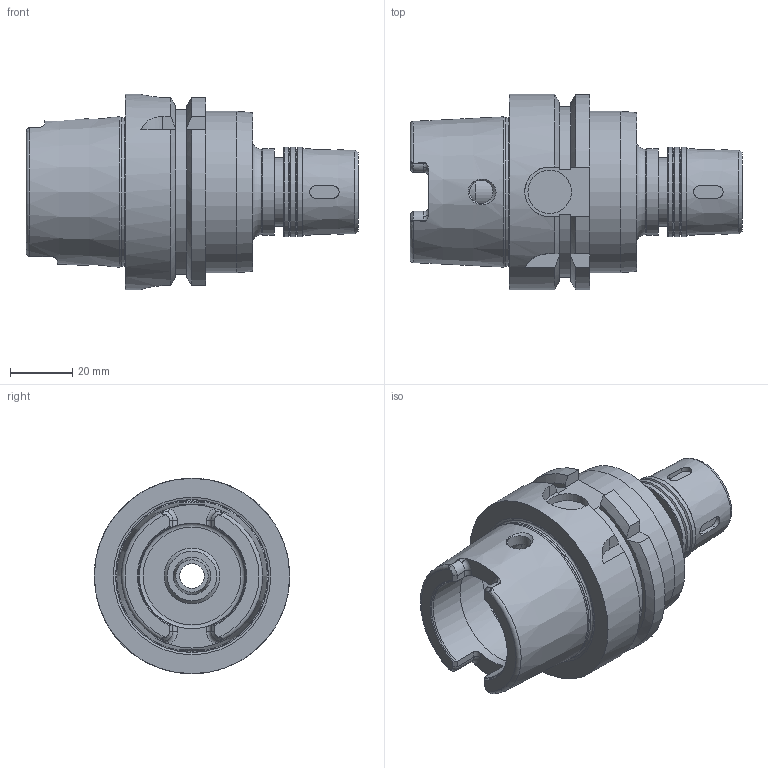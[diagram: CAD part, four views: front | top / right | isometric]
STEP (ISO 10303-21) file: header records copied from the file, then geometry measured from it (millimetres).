
FILE_DESCRIPTION((''),'2;1');
FILE_NAME('538075009075-3D.stp','2020-01-09T19:10:31',('nttooll'),(''),'Autodesk Inventor 2012','Autodesk Inventor 2012','');
FILE_SCHEMA(('AUTOMOTIVE_DESIGN { 1 0 10303 214 1 1 1 1 }'));
Length unit declared in the file: millimetre
Products named in the file (1): 538075009075-3D
Bounding box: 107 x 63 x 63 mm (x, y, z)
Volume: 130594.4 mm3; surface area: 31747.2 mm2
Topology: 1 solids, 1 shells, 183 faces, 438 edges, 276 vertices
Faces by surface type: plane 73, cylinder 55, cone 40, torus 15
Full cylindrical faces by diameter (mm): 7.5 x2, 8 x1, 9.3 x1, 10 x1, 10.5 x1, 11.3 x1, 12 x1, 13 x1, 13.5 x1, 14 x1, 15.5 x1, 18 x1, 19 x1, 22 x1, 27.6 x1, 28 x1, 29 x3, 34 x1, 34.5 x1, 40 x1, 48 x1, 52 x1, 63 x1
Entity records: 5400 total; most frequent: CARTESIAN_POINT 1460, DIRECTION 820, ORIENTED_EDGE 738, EDGE_CURVE 369, AXIS2_PLACEMENT_3D 345, EDGE_LOOP 266, VERTEX_POINT 265, FACE_OUTER_BOUND 183
